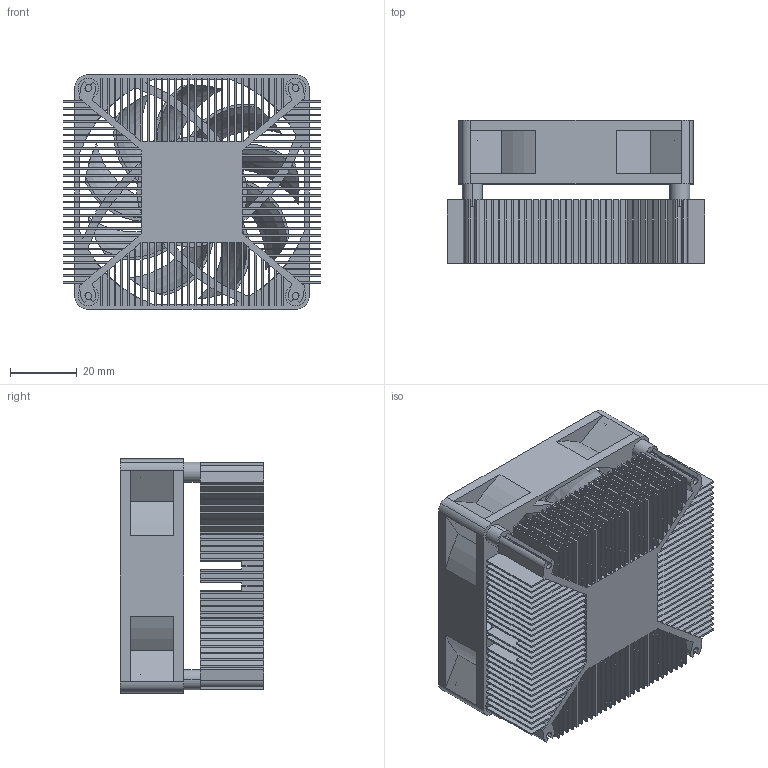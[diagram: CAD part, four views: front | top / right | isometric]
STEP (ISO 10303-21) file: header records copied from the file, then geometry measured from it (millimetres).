
FILE_DESCRIPTION(('FreeCAD Model'),'2;1');
FILE_NAME('Open CASCADE Shape Model','2025-11-28T03:43:43',(''),(''), 'Open CASCADE STEP processor 7.8','FreeCAD','Unknown');
FILE_SCHEMA(('AUTOMOTIVE_DESIGN { 1 0 10303 214 1 1 1 1 }'));
Length unit declared in the file: millimetre
Products named in the file (8): FHSA7015S-1267; Heat sink; Fan hub; Fan; Fan Geometry; Blades; Blade; Bolt
Assembly tree (18 placements, depth 4):
  FHSA7015S-1267
    Heat sink
    Fan hub
    Fan
      Fan Geometry
      Blades
        Blade  x9
    Bolt  x4
Bounding box: 77 x 42.8 x 70 mm (x, y, z)
Volume: 72197.1 mm3; surface area: 112432 mm2
Topology: 16 solids, 16 shells, 774 faces, 2180 edges, 1455 vertices
Faces by surface type: plane 604, cylinder 124, bspline 18, torus 11, offset 9, cone 8
Entity records: 22518 total; most frequent: CARTESIAN_POINT 4687, ORIENTED_EDGE 3764, DIRECTION 3410, EDGE_CURVE 1882, LINE 1656, VECTOR 1656, VERTEX_POINT 1251, AXIS2_PLACEMENT_3D 877
